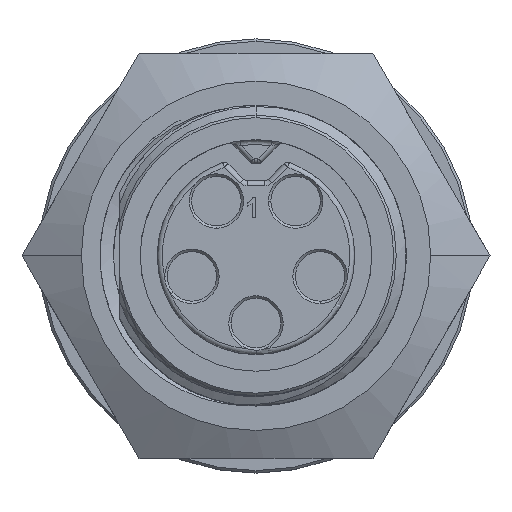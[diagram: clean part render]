
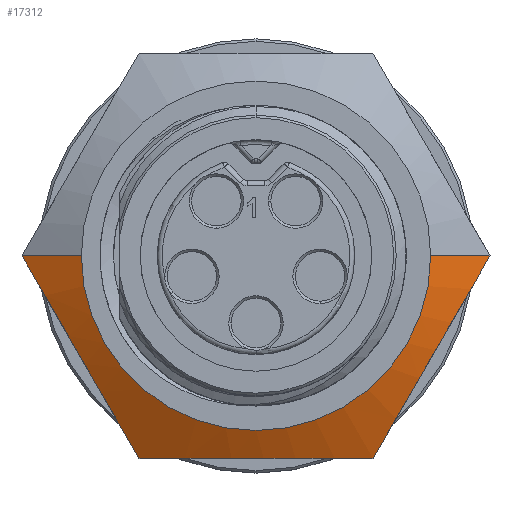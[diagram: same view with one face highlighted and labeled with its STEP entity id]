
A CAD part, top view. The second image highlights one B-rep face of the part: STEP entity #17312.
In plain terms, the highlighted conical face has half-angle 61.689 degrees and reference radius 11.926 mm.
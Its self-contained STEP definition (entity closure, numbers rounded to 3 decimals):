
#259 = DIRECTION ( 'NONE',  ( -1., 0., 0. ) ) ;
#403 = VECTOR ( 'NONE', #14013, 1000. ) ;
#629 = CARTESIAN_POINT ( 'NONE',  ( 1.019, -10.312, 7.311 ) ) ;
#707 = B_SPLINE_CURVE_WITH_KNOTS ( 'NONE', 3,
 ( #16939, #16974, #16951, #16911, #16880, #16856, #16847, #16820, #16792, #16768, #16756, #16730 ),
 .UNSPECIFIED., .F., .F.,
 ( 4, 2, 2, 2, 2, 4 ),
 ( 0., 0.003, 0.006, 0.008, 0.009, 0.012 ),
 .UNSPECIFIED. ) ;
#1215 = CARTESIAN_POINT ( 'NONE',  ( -9.179, -4.726, 7.311 ) ) ;
#1375 = EDGE_CURVE ( 'NONE', #21648, #12857, #707, .T. ) ;
#2590 = DIRECTION ( 'NONE',  ( -0.88, 0., -0.474 ) ) ;
#2685 = CARTESIAN_POINT ( 'NONE',  ( -1.003, -10.312, 7.291 ) ) ;
#2775 = CARTESIAN_POINT ( 'NONE',  ( 0., 0., 6.442 ) ) ;
#3265 = CARTESIAN_POINT ( 'NONE',  ( -9.934, -3.418, 7.213 ) ) ;
#4728 = CARTESIAN_POINT ( 'NONE',  ( -2.506, -10.312, 7.155 ) ) ;
#5311 = CARTESIAN_POINT ( 'NONE',  ( -10.929, -1.696, 6.931 ) ) ;
#6462 = LINE ( 'NONE', #21565, #403 ) ;
#6685 = CARTESIAN_POINT ( 'NONE',  ( 4.979, -10.312, 6.714 ) ) ;
#6783 = CARTESIAN_POINT ( 'NONE',  ( -4.978, -10.312, 6.714 ) ) ;
#7157 = ORIENTED_EDGE ( 'NONE', *, *, #12951, .F. ) ;
#7176 = FACE_OUTER_BOUND ( 'NONE', #15473, .T. ) ;
#7240 = VERTEX_POINT ( 'NONE', #19313 ) ;
#7273 = CARTESIAN_POINT ( 'NONE',  ( -6.441, -9.468, 6.714 ) ) ;
#7357 = CARTESIAN_POINT ( 'NONE',  ( -11.908, 0., 6.452 ) ) ;
#7453 = CARTESIAN_POINT ( 'NONE',  ( -5.954, -10.312, 6.452 ) ) ;
#7651 = VERTEX_POINT ( 'NONE', #7453 ) ;
#10140 = ORIENTED_EDGE ( 'NONE', *, *, #24492, .T. ) ;
#10483 = CARTESIAN_POINT ( 'NONE',  ( -8.89, 0., 8.077 ) ) ;
#10766 = DIRECTION ( 'NONE',  ( 0., 0., -1. ) ) ;
#11288 = CONICAL_SURFACE ( 'NONE', #16833, 11.926, 1.077 ) ;
#11333 = CARTESIAN_POINT ( 'NONE',  ( -6.932, -8.619, 6.93 ) ) ;
#11937 = EDGE_CURVE ( 'NONE', #7651, #7240, #17398, .T. ) ;
#12419 = DIRECTION ( 'NONE',  ( 0., 0., 1. ) ) ;
#12673 = CARTESIAN_POINT ( 'NONE',  ( -5.954, -10.312, 6.452 ) ) ;
#12787 = CARTESIAN_POINT ( 'NONE',  ( 2.018, -10.312, 7.229 ) ) ;
#12857 = VERTEX_POINT ( 'NONE', #25450 ) ;
#12882 = DIRECTION ( 'NONE',  ( -1., 0., 0. ) ) ;
#12951 = EDGE_CURVE ( 'NONE', #23800, #21648, #6462, .T. ) ;
#13374 = CARTESIAN_POINT ( 'NONE',  ( -8.421, -6.039, 7.311 ) ) ;
#13549 = CARTESIAN_POINT ( 'NONE',  ( 8.89, 0., 8.077 ) ) ;
#13807 = EDGE_CURVE ( 'NONE', #23222, #23800, #18556, .T. ) ;
#14013 = DIRECTION ( 'NONE',  ( 0.88, 0., -0.474 ) ) ;
#14805 = CARTESIAN_POINT ( 'NONE',  ( -0.496, -10.312, 7.311 ) ) ;
#15379 = CARTESIAN_POINT ( 'NONE',  ( -9.432, -4.288, 7.291 ) ) ;
#15473 = EDGE_LOOP ( 'NONE', ( #7157, #19031, #10140, #18123, #22494, #23678 ) ) ;
#15762 = VECTOR ( 'NONE', #2590, 1000. ) ;
#16227 = B_SPLINE_CURVE_WITH_KNOTS ( 'NONE', 3,
 ( #18749, #6685, #24805, #12787, #629, #14805, #2685, #16818, #4728, #18837, #6783, #20844 ),
 .UNSPECIFIED., .F., .F.,
 ( 4, 2, 2, 2, 2, 4 ),
 ( 0., 0.003, 0.006, 0.008, 0.009, 0.012 ),
 .UNSPECIFIED. ) ;
#16730 = CARTESIAN_POINT ( 'NONE',  ( 5.954, -10.312, 6.452 ) ) ;
#16756 = CARTESIAN_POINT ( 'NONE',  ( 6.442, -9.467, 6.714 ) ) ;
#16768 = CARTESIAN_POINT ( 'NONE',  ( 6.933, -8.616, 6.931 ) ) ;
#16792 = CARTESIAN_POINT ( 'NONE',  ( 7.678, -7.326, 7.155 ) ) ;
#16818 = CARTESIAN_POINT ( 'NONE',  ( -2.007, -10.312, 7.213 ) ) ;
#16820 = CARTESIAN_POINT ( 'NONE',  ( 7.927, -6.894, 7.213 ) ) ;
#16833 = AXIS2_PLACEMENT_3D ( 'NONE', #2775, #10766, #12882 ) ;
#16847 = CARTESIAN_POINT ( 'NONE',  ( 8.429, -6.025, 7.291 ) ) ;
#16856 = CARTESIAN_POINT ( 'NONE',  ( 8.683, -5.586, 7.311 ) ) ;
#16880 = CARTESIAN_POINT ( 'NONE',  ( 9.44, -4.274, 7.311 ) ) ;
#16911 = CARTESIAN_POINT ( 'NONE',  ( 9.94, -3.408, 7.229 ) ) ;
#16939 = CARTESIAN_POINT ( 'NONE',  ( 11.908, 0., 6.452 ) ) ;
#16951 = CARTESIAN_POINT ( 'NONE',  ( 10.93, -1.694, 6.93 ) ) ;
#16974 = CARTESIAN_POINT ( 'NONE',  ( 11.42, -0.844, 6.714 ) ) ;
#17289 = EDGE_CURVE ( 'NONE', #12857, #7651, #16227, .T. ) ;
#17312 = ADVANCED_FACE ( 'NONE', ( #7176 ), #11288, .T. ) ;
#17381 = CARTESIAN_POINT ( 'NONE',  ( -10.184, -2.986, 7.155 ) ) ;
#17398 = B_SPLINE_CURVE_WITH_KNOTS ( 'NONE', 3,
 ( #12673, #7273, #11333, #25388, #13374, #1215, #15379, #3265, #17381, #5311, #19403, #7357 ),
 .UNSPECIFIED., .F., .F.,
 ( 4, 2, 2, 2, 2, 4 ),
 ( 0., 0.003, 0.006, 0.008, 0.009, 0.012 ),
 .UNSPECIFIED. ) ;
#18123 = ORIENTED_EDGE ( 'NONE', *, *, #11937, .F. ) ;
#18556 = CIRCLE ( 'NONE', #19977, 8.89 ) ;
#18749 = CARTESIAN_POINT ( 'NONE',  ( 5.954, -10.312, 6.452 ) ) ;
#18837 = CARTESIAN_POINT ( 'NONE',  ( -3.996, -10.312, 6.931 ) ) ;
#19031 = ORIENTED_EDGE ( 'NONE', *, *, #13807, .F. ) ;
#19313 = CARTESIAN_POINT ( 'NONE',  ( -11.908, 0., 6.452 ) ) ;
#19403 = CARTESIAN_POINT ( 'NONE',  ( -11.42, -0.845, 6.714 ) ) ;
#19977 = AXIS2_PLACEMENT_3D ( 'NONE', #24455, #12419, #259 ) ;
#20844 = CARTESIAN_POINT ( 'NONE',  ( -5.954, -10.312, 6.452 ) ) ;
#21080 = LINE ( 'NONE', #24717, #15762 ) ;
#21565 = CARTESIAN_POINT ( 'NONE',  ( 11.926, 0., 6.442 ) ) ;
#21648 = VERTEX_POINT ( 'NONE', #23335 ) ;
#22494 = ORIENTED_EDGE ( 'NONE', *, *, #17289, .F. ) ;
#23222 = VERTEX_POINT ( 'NONE', #10483 ) ;
#23335 = CARTESIAN_POINT ( 'NONE',  ( 11.908, 0., 6.452 ) ) ;
#23678 = ORIENTED_EDGE ( 'NONE', *, *, #1375, .F. ) ;
#23800 = VERTEX_POINT ( 'NONE', #13549 ) ;
#24455 = CARTESIAN_POINT ( 'NONE',  ( 0., 0., 8.077 ) ) ;
#24492 = EDGE_CURVE ( 'NONE', #23222, #7240, #21080, .T. ) ;
#24717 = CARTESIAN_POINT ( 'NONE',  ( -11.926, 0., 6.442 ) ) ;
#24805 = CARTESIAN_POINT ( 'NONE',  ( 3.998, -10.312, 6.93 ) ) ;
#25388 = CARTESIAN_POINT ( 'NONE',  ( -7.922, -6.904, 7.229 ) ) ;
#25450 = CARTESIAN_POINT ( 'NONE',  ( 5.954, -10.312, 6.452 ) ) ;
